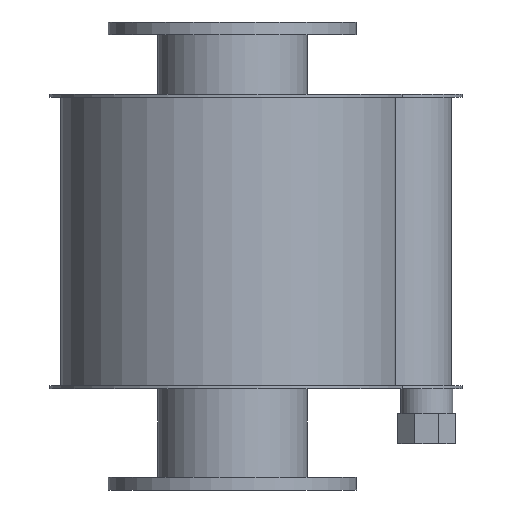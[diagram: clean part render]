
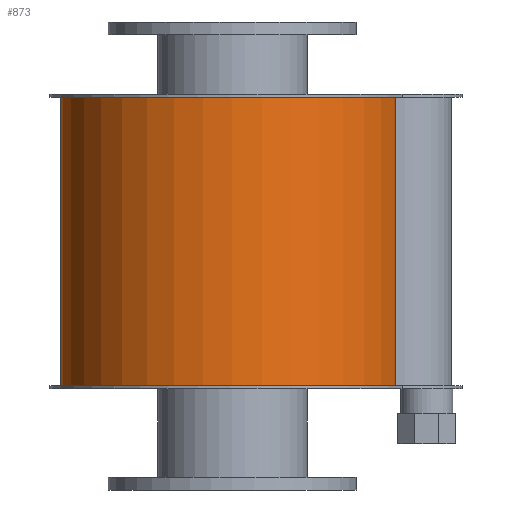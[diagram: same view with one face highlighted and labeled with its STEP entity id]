
A CAD part, left-side view. The second image highlights one B-rep face of the part: STEP entity #873.
In plain terms, the highlighted cylindrical face has radius 159.5 mm (diameter 319 mm), a full revolution.
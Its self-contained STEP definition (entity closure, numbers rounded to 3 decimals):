
#192=FACE_BOUND('',#365,.T.);
#251=FACE_OUTER_BOUND('',#364,.T.);
#364=EDGE_LOOP('',(#782));
#365=EDGE_LOOP('',(#783));
#426=CIRCLE('',#1000,159.5);
#427=CIRCLE('',#1001,159.5);
#504=VERTEX_POINT('',#1502);
#505=VERTEX_POINT('',#1504);
#598=EDGE_CURVE('',#504,#504,#426,.T.);
#599=EDGE_CURVE('',#505,#505,#427,.T.);
#782=ORIENTED_EDGE('',*,*,#598,.T.);
#783=ORIENTED_EDGE('',*,*,#599,.F.);
#816=CYLINDRICAL_SURFACE('',#999,159.5);
#873=ADVANCED_FACE('',(#251,#192),#816,.T.);
#999=AXIS2_PLACEMENT_3D('',#1501,#1266,#1267);
#1000=AXIS2_PLACEMENT_3D('',#1503,#1268,#1269);
#1001=AXIS2_PLACEMENT_3D('',#1505,#1270,#1271);
#1266=DIRECTION('center_axis',(0.,0.,1.));
#1267=DIRECTION('ref_axis',(-1.,0.,0.));
#1268=DIRECTION('center_axis',(0.,0.,-1.));
#1269=DIRECTION('ref_axis',(-1.,0.,0.));
#1270=DIRECTION('center_axis',(0.,0.,-1.));
#1271=DIRECTION('ref_axis',(-1.,0.,0.));
#1501=CARTESIAN_POINT('Origin',(0.,0.,0.));
#1502=CARTESIAN_POINT('',(159.5,0.,268.));
#1503=CARTESIAN_POINT('Origin',(0.,0.,268.));
#1504=CARTESIAN_POINT('',(159.5,0.,0.));
#1505=CARTESIAN_POINT('Origin',(0.,0.,0.));
